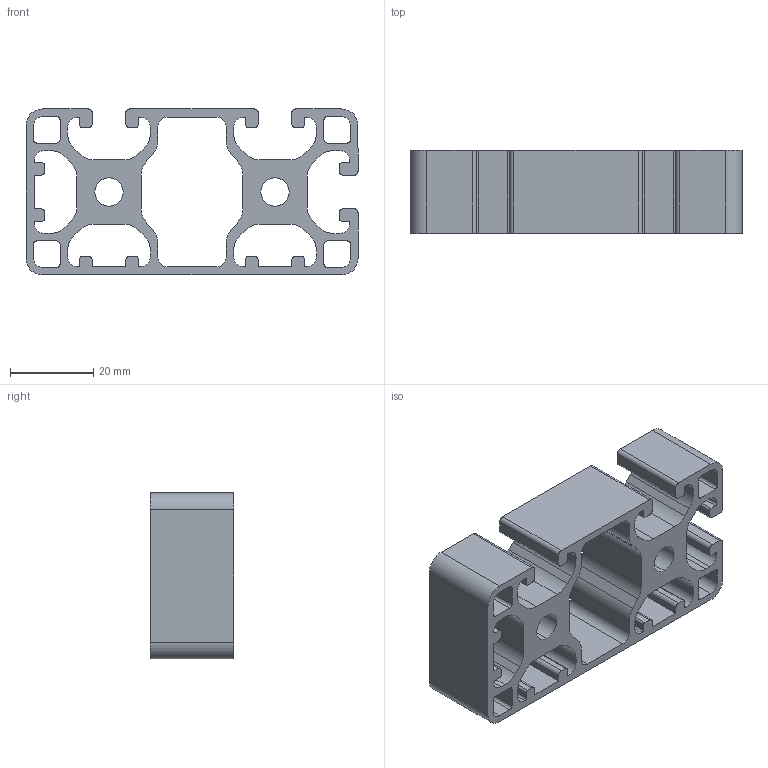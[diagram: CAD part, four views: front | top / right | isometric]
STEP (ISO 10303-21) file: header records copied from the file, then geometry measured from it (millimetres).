
FILE_DESCRIPTION (( 'STEP AP203' ), '1' );
FILE_NAME ('281804199_c_1.STEP', '2024-03-16T01:07:53', ( '' ), ( '' ), 'SwSTEP 2.0', 'SolidWorks 2014', '' );
FILE_SCHEMA (( 'CONFIG_CONTROL_DESIGN' ));
Length unit declared in the file: millimetre
Products named in the file (1): 281804199_c_1
Bounding box: 80 x 20 x 40 mm (x, y, z)
Volume: 23731.6 mm3; surface area: 18410.5 mm2
Topology: 1 solids, 1 shells, 220 faces, 654 edges, 436 vertices
Faces by surface type: cylinder 114, plane 106
Entity records: 7563 total; most frequent: DIRECTION 1324, CARTESIAN_POINT 1311, ORIENTED_EDGE 1308, EDGE_CURVE 654, AXIS2_PLACEMENT_3D 449, VERTEX_POINT 436, LINE 426, VECTOR 426
